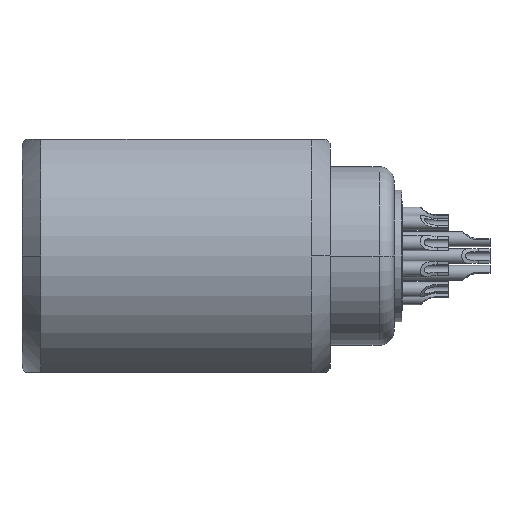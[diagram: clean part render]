
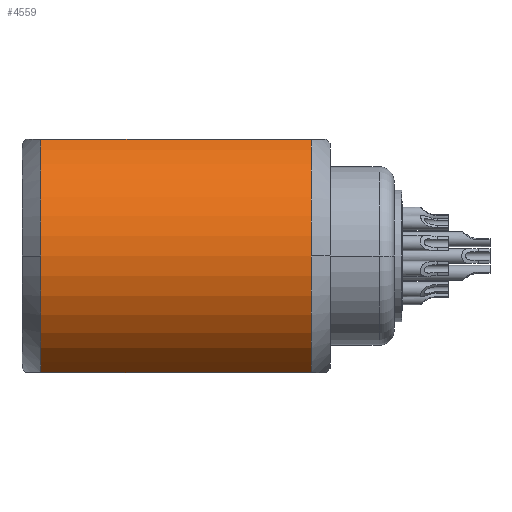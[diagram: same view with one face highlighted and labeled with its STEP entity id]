
A CAD part, front view. The second image highlights one B-rep face of the part: STEP entity #4559.
In plain terms, the highlighted cylindrical face has radius 7 mm (diameter 14 mm), a partial arc.
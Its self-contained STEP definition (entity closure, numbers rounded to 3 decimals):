
#553=CARTESIAN_POINT('',(0.,0.,0.));
#554=DIRECTION('',(-1.,0.,0.));
#555=DIRECTION('',(0.,-1.,0.));
#556=AXIS2_PLACEMENT_3D('',#553,#554,#555);
#558=CARTESIAN_POINT('',(0.,0.,0.));
#559=DIRECTION('',(-1.,0.,0.));
#560=DIRECTION('',(0.,-0.464,-0.886));
#561=AXIS2_PLACEMENT_3D('',#558,#559,#560);
#563=DIRECTION('',(1.,0.,0.));
#564=VECTOR('',#563,14.4);
#565=CARTESIAN_POINT('',(-14.4,-3.25,-6.2));
#566=LINE('',#565,#564);
#567=DIRECTION('',(1.,0.,0.));
#568=VECTOR('',#567,14.4);
#569=CARTESIAN_POINT('',(-14.4,-3.25,6.2));
#570=LINE('',#569,#568);
#580=CARTESIAN_POINT('',(-14.4,0.,0.));
#581=DIRECTION('',(1.,0.,0.));
#582=DIRECTION('',(0.,-0.464,0.886));
#583=AXIS2_PLACEMENT_3D('',#580,#581,#582);
#625=CARTESIAN_POINT('',(-14.4,0.,0.));
#626=DIRECTION('',(-1.,0.,0.));
#627=DIRECTION('',(0.,-0.464,-0.886));
#628=AXIS2_PLACEMENT_3D('',#625,#626,#627);
#3202=CARTESIAN_POINT('',(-14.4,-7.,0.));
#3204=VERTEX_POINT('',#3202);
#3210=CARTESIAN_POINT('',(-14.4,-3.25,6.2));
#3211=CARTESIAN_POINT('',(0.,-3.25,6.2));
#3212=VERTEX_POINT('',#3210);
#3213=VERTEX_POINT('',#3211);
#3214=CARTESIAN_POINT('',(-14.4,-3.25,-6.2));
#3215=CARTESIAN_POINT('',(0.,-3.25,-6.2));
#3216=VERTEX_POINT('',#3214);
#3217=VERTEX_POINT('',#3215);
#3238=CARTESIAN_POINT('',(0.,-7.,
0.));
#3239=VERTEX_POINT('',#3238);
#4542=CARTESIAN_POINT('',(-16.39,0.,0.));
#4543=DIRECTION('',(1.,0.,0.));
#4544=DIRECTION('',(0.,-1.,0.));
#4545=AXIS2_PLACEMENT_3D('',#4542,#4543,#4544);
#4546=CYLINDRICAL_SURFACE('',#4545,7.);
#4548=ORIENTED_EDGE('',*,*,#4547,.F.);
#4549=ORIENTED_EDGE('',*,*,#4476,.F.);
#4550=ORIENTED_EDGE('',*,*,#4500,.F.);
#4552=ORIENTED_EDGE('',*,*,#4551,.T.);
#4554=ORIENTED_EDGE('',*,*,#4553,.F.);
#4556=ORIENTED_EDGE('',*,*,#4555,.T.);
#4557=EDGE_LOOP('',(#4548,#4549,#4550,#4552,#4554,#4556));
#4558=FACE_OUTER_BOUND('',#4557,.F.);
#557=CIRCLE('',#556,7.);
#562=CIRCLE('',#561,7.);
#584=CIRCLE('',#583,7.);
#629=CIRCLE('',#628,7.);
#4476=EDGE_CURVE('',#3217,#3239,#562,.T.);
#4500=EDGE_CURVE('',#3216,#3217,#566,.T.);
#4547=EDGE_CURVE('',#3239,#3213,#557,.T.);
#4551=EDGE_CURVE('',#3216,#3204,#629,.T.);
#4553=EDGE_CURVE('',#3212,#3204,#584,.T.);
#4555=EDGE_CURVE('',#3212,#3213,#570,.T.);
#4559=ADVANCED_FACE('',(#4558),#4546,.T.);
